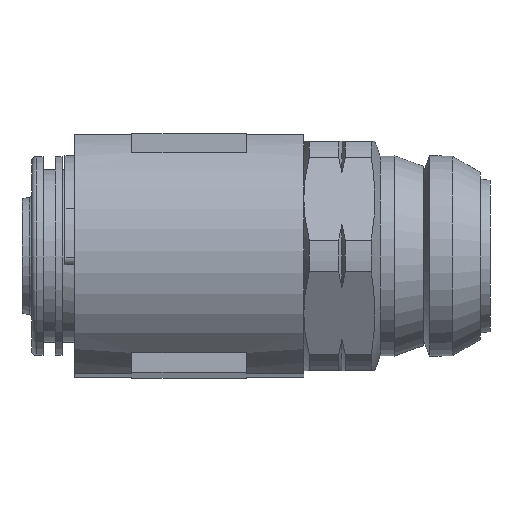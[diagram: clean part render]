
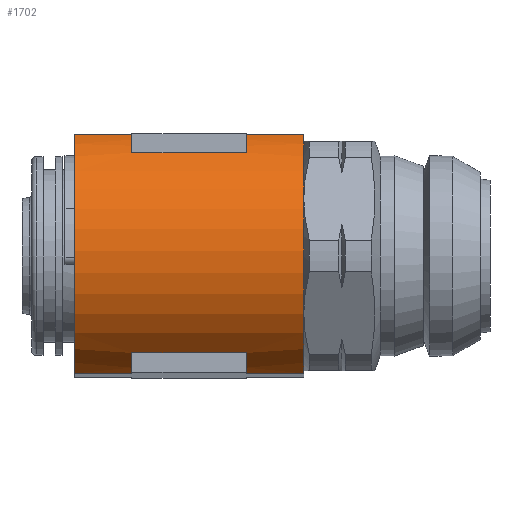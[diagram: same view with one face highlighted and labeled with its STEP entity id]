
A CAD part, left-side view. The second image highlights one B-rep face of the part: STEP entity #1702.
In plain terms, the highlighted cylindrical face has radius 13.5 mm (diameter 27 mm), a partial arc.
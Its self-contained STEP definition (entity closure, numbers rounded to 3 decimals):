
#1 = CIRCLE ( 'NONE', #1269, 13.5 ) ;
#306 = VERTEX_POINT ( 'NONE', #3701 ) ;
#307 = VERTEX_POINT ( 'NONE', #3695 ) ;
#350 = VERTEX_POINT ( 'NONE', #3281 ) ;
#352 = VERTEX_POINT ( 'NONE', #3283 ) ;
#746 = CARTESIAN_POINT ( 'NONE',  ( -4.615, 47.5, 12.687 ) ) ;
#747 = DIRECTION ( 'NONE',  ( 0., -1., 0. ) ) ;
#754 = CARTESIAN_POINT ( 'NONE',  ( 0., 25.5, 0. ) ) ;
#755 = DIRECTION ( 'NONE',  ( 0., 1., 0. ) ) ;
#756 = DIRECTION ( 'NONE',  ( -0.039, 0., -0.999 ) ) ;
#757 = DIRECTION ( 'NONE',  ( 0., -1., 0. ) ) ;
#759 = CARTESIAN_POINT ( 'NONE',  ( -8.09, 47.5, 10.808 ) ) ;
#760 = DIRECTION ( 'NONE',  ( 0., -1., 0. ) ) ;
#762 = CARTESIAN_POINT ( 'NONE',  ( -4.615, 47.5, 12.687 ) ) ;
#767 = CARTESIAN_POINT ( 'NONE',  ( 0., 37.5, 0. ) ) ;
#768 = DIRECTION ( 'NONE',  ( 0., -1., 0. ) ) ;
#769 = DIRECTION ( 'NONE',  ( 0.039, 0., 0.999 ) ) ;
#778 = CARTESIAN_POINT ( 'NONE',  ( -5.578, 47.5, -12.294 ) ) ;
#780 = CARTESIAN_POINT ( 'NONE',  ( 0., 25.5, 0. ) ) ;
#781 = DIRECTION ( 'NONE',  ( 0., 1., 0. ) ) ;
#782 = DIRECTION ( 'NONE',  ( -0.039, 0., -0.999 ) ) ;
#795 = DIRECTION ( 'NONE',  ( 0., 1., 0. ) ) ;
#801 = CARTESIAN_POINT ( 'NONE',  ( 0., 37.5, 0. ) ) ;
#802 = DIRECTION ( 'NONE',  ( 0., -1., 0. ) ) ;
#803 = DIRECTION ( 'NONE',  ( 0.039, 0., 0.999 ) ) ;
#804 = CARTESIAN_POINT ( 'NONE',  ( -8.898, 47.5, -10.153 ) ) ;
#805 = DIRECTION ( 'NONE',  ( 0., 1., 0. ) ) ;
#806 = CARTESIAN_POINT ( 'NONE',  ( -5.578, 47.5, -12.294 ) ) ;
#807 = DIRECTION ( 'NONE',  ( 0., 1., 0. ) ) ;
#949 = EDGE_CURVE ( 'NONE', #306, #350, #1363, .T. ) ;
#1048 = DIRECTION ( 'NONE',  ( 0., 1., 0. ) ) ;
#1059 = CARTESIAN_POINT ( 'NONE',  ( 0., 47.5, 0. ) ) ;
#1104 = AXIS2_PLACEMENT_3D ( 'NONE', #1059, #1048, #4240 ) ;
#1189 = AXIS2_PLACEMENT_3D ( 'NONE', #754, #755, #756 ) ;
#1190 = AXIS2_PLACEMENT_3D ( 'NONE', #767, #768, #769 ) ;
#1191 = AXIS2_PLACEMENT_3D ( 'NONE', #780, #781, #782 ) ;
#1192 = AXIS2_PLACEMENT_3D ( 'NONE', #801, #802, #803 ) ;
#1269 = AXIS2_PLACEMENT_3D ( 'NONE', #5115, #5116, #5117 ) ;
#1363 = CIRCLE ( 'NONE', #3746, 13.5 ) ;
#1702 = ADVANCED_FACE ( 'NONE', ( #5572 ), #5580, .T. ) ;
#3082 = VERTEX_POINT ( 'NONE', #6276 ) ;
#3084 = VERTEX_POINT ( 'NONE', #6278 ) ;
#3086 = VERTEX_POINT ( 'NONE', #6280 ) ;
#3087 = VERTEX_POINT ( 'NONE', #6281 ) ;
#3088 = VERTEX_POINT ( 'NONE', #6282 ) ;
#3089 = VERTEX_POINT ( 'NONE', #6283 ) ;
#3090 = VERTEX_POINT ( 'NONE', #6284 ) ;
#3097 = VERTEX_POINT ( 'NONE', #6291 ) ;
#3237 = CARTESIAN_POINT ( 'NONE',  ( 0., 43.5, 0. ) ) ;
#3238 = DIRECTION ( 'NONE',  ( 0., 1., 0. ) ) ;
#3239 = DIRECTION ( 'NONE',  ( -0.039, 0., -0.999 ) ) ;
#3281 = CARTESIAN_POINT ( 'NONE',  ( -4.615, 43.5, 12.687 ) ) ;
#3283 = CARTESIAN_POINT ( 'NONE',  ( -5.578, 19.5, -12.294 ) ) ;
#3537 = EDGE_CURVE ( 'NONE', #3082, #307, #6644, .T. ) ;
#3540 = EDGE_CURVE ( 'NONE', #3084, #3082, #6650, .T. ) ;
#3543 = EDGE_CURVE ( 'NONE', #3086, #3084, #6655, .T. ) ;
#3546 = EDGE_CURVE ( 'NONE', #3088, #3086, #6661, .T. ) ;
#3547 = EDGE_CURVE ( 'NONE', #350, #3088, #6663, .T. ) ;
#3552 = EDGE_CURVE ( 'NONE', #3090, #3087, #6668, .T. ) ;
#3560 = EDGE_CURVE ( 'NONE', #3089, #306, #6685, .T. ) ;
#3563 = EDGE_CURVE ( 'NONE', #3097, #3089, #6687, .T. ) ;
#3565 = EDGE_CURVE ( 'NONE', #3087, #3097, #6696, .T. ) ;
#3566 = EDGE_CURVE ( 'NONE', #352, #3090, #6698, .T. ) ;
#3695 = CARTESIAN_POINT ( 'NONE',  ( -4.615, 19.5, 12.687 ) ) ;
#3701 = CARTESIAN_POINT ( 'NONE',  ( -5.578, 43.5, -12.294 ) ) ;
#3746 = AXIS2_PLACEMENT_3D ( 'NONE', #3237, #3238, #3239 ) ;
#3897 = EDGE_CURVE ( 'NONE', #307, #352, #1, .T. ) ;
#4240 = DIRECTION ( 'NONE',  ( 0.039, 0., 0.999 ) ) ;
#5115 = CARTESIAN_POINT ( 'NONE',  ( 0., 19.5, 0. ) ) ;
#5116 = DIRECTION ( 'NONE',  ( 0., -1., 0. ) ) ;
#5117 = DIRECTION ( 'NONE',  ( 0.039, 0., 0.999 ) ) ;
#5572 = FACE_OUTER_BOUND ( 'NONE', #6029, .T. ) ;
#5580 = CYLINDRICAL_SURFACE ( 'NONE', #1104, 13.5 ) ;
#5927 = ORIENTED_EDGE ( 'NONE', *, *, #949, .F. ) ;
#5928 = ORIENTED_EDGE ( 'NONE', *, *, #3560, .F. ) ;
#5929 = ORIENTED_EDGE ( 'NONE', *, *, #3563, .F. ) ;
#5930 = ORIENTED_EDGE ( 'NONE', *, *, #3565, .F. ) ;
#5931 = ORIENTED_EDGE ( 'NONE', *, *, #3552, .F. ) ;
#5932 = ORIENTED_EDGE ( 'NONE', *, *, #3566, .F. ) ;
#5933 = ORIENTED_EDGE ( 'NONE', *, *, #3897, .F. ) ;
#5934 = ORIENTED_EDGE ( 'NONE', *, *, #3537, .F. ) ;
#5935 = ORIENTED_EDGE ( 'NONE', *, *, #3540, .F. ) ;
#5936 = ORIENTED_EDGE ( 'NONE', *, *, #3543, .F. ) ;
#5937 = ORIENTED_EDGE ( 'NONE', *, *, #3546, .F. ) ;
#5938 = ORIENTED_EDGE ( 'NONE', *, *, #3547, .F. ) ;
#6029 = EDGE_LOOP ( 'NONE', ( #5927, #5928, #5929, #5930, #5931, #5932, #5933, #5934, #5935, #5936, #5937, #5938 ) ) ;
#6276 = CARTESIAN_POINT ( 'NONE',  ( -4.615, 25.5, 12.687 ) ) ;
#6278 = CARTESIAN_POINT ( 'NONE',  ( -8.09, 25.5, 10.808 ) ) ;
#6280 = CARTESIAN_POINT ( 'NONE',  ( -8.09, 37.5, 10.808 ) ) ;
#6281 = CARTESIAN_POINT ( 'NONE',  ( -8.898, 25.5, -10.153 ) ) ;
#6282 = CARTESIAN_POINT ( 'NONE',  ( -4.615, 37.5, 12.687 ) ) ;
#6283 = CARTESIAN_POINT ( 'NONE',  ( -5.578, 37.5, -12.294 ) ) ;
#6284 = CARTESIAN_POINT ( 'NONE',  ( -5.578, 25.5, -12.294 ) ) ;
#6291 = CARTESIAN_POINT ( 'NONE',  ( -8.898, 37.5, -10.153 ) ) ;
#6644 = LINE ( 'NONE', #746, #6647 ) ;
#6647 = VECTOR ( 'NONE', #747, 1000. ) ;
#6650 = CIRCLE ( 'NONE', #1189, 13.5 ) ;
#6655 = LINE ( 'NONE', #759, #6658 ) ;
#6658 = VECTOR ( 'NONE', #760, 1000. ) ;
#6661 = CIRCLE ( 'NONE', #1190, 13.5 ) ;
#6663 = LINE ( 'NONE', #762, #6665 ) ;
#6665 = VECTOR ( 'NONE', #757, 1000. ) ;
#6668 = CIRCLE ( 'NONE', #1191, 13.5 ) ;
#6685 = LINE ( 'NONE', #778, #6690 ) ;
#6687 = CIRCLE ( 'NONE', #1192, 13.5 ) ;
#6690 = VECTOR ( 'NONE', #795, 1000. ) ;
#6696 = LINE ( 'NONE', #804, #6699 ) ;
#6698 = LINE ( 'NONE', #806, #6701 ) ;
#6699 = VECTOR ( 'NONE', #805, 1000. ) ;
#6701 = VECTOR ( 'NONE', #807, 1000. ) ;
